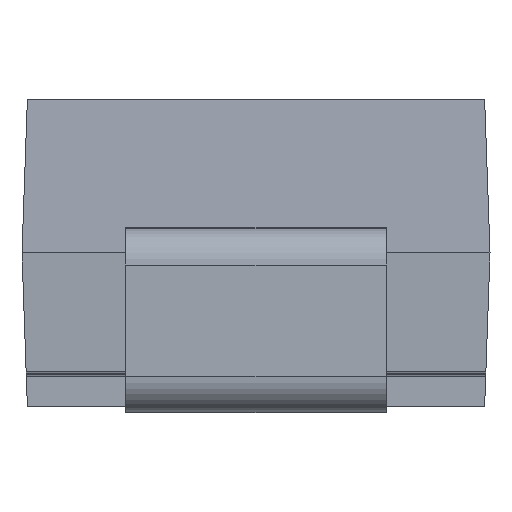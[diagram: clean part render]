
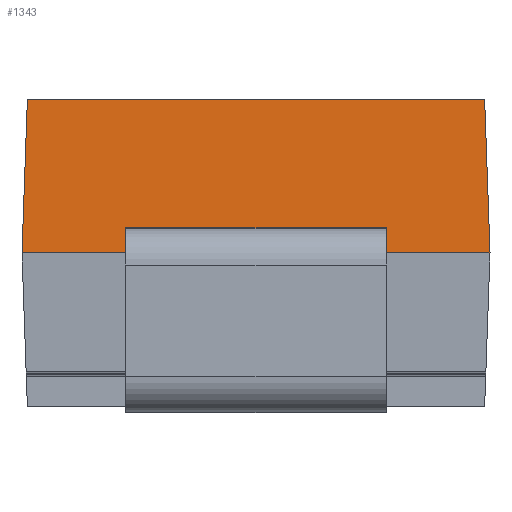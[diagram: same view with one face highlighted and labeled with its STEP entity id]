
A CAD part, left-side view. The second image highlights one B-rep face of the part: STEP entity #1343.
In plain terms, the highlighted planar face has unit normal (-0.999, 0, 0.035).
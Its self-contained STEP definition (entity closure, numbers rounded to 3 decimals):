
#895 = VERTEX_POINT('',#896);
#896 = CARTESIAN_POINT('',(-2.33,-1.955,2.651));
#913 = VERTEX_POINT('',#914);
#914 = CARTESIAN_POINT('',(-2.33,1.904,2.651));
#920 = EDGE_CURVE('',#913,#895,#921,.T.);
#921 = LINE('',#922,#923);
#922 = CARTESIAN_POINT('',(-2.33,1.949,2.651));
#923 = VECTOR('',#924,1.);
#924 = DIRECTION('',(0.,-1.,0.));
#937 = VERTEX_POINT('',#938);
#938 = CARTESIAN_POINT('',(-2.375,1.949,1.355));
#1035 = EDGE_CURVE('',#913,#937,#1036,.T.);
#1036 = LINE('',#1037,#1038);
#1037 = CARTESIAN_POINT('',(-2.375,1.949,1.355));
#1038 = VECTOR('',#1039,1.);
#1039 = DIRECTION('',(-0.035,0.035,
    -0.999));
#1081 = EDGE_CURVE('',#895,#1082,#1084,.T.);
#1082 = VERTEX_POINT('',#1083);
#1083 = CARTESIAN_POINT('',(-2.375,-2.,1.355));
#1084 = LINE('',#1085,#1086);
#1085 = CARTESIAN_POINT('',(-2.375,-2.,1.355));
#1086 = VECTOR('',#1087,1.);
#1087 = DIRECTION('',(-0.035,-0.035,
    -0.999));
#1279 = EDGE_CURVE('',#1280,#1082,#1282,.T.);
#1280 = VERTEX_POINT('',#1281);
#1281 = CARTESIAN_POINT('',(-2.375,-1.125,1.355));
#1282 = LINE('',#1283,#1284);
#1283 = CARTESIAN_POINT('',(-2.375,1.949,1.355));
#1284 = VECTOR('',#1285,1.);
#1285 = DIRECTION('',(0.,-1.,0.));
#1288 = VERTEX_POINT('',#1289);
#1289 = CARTESIAN_POINT('',(-2.375,1.074,1.355));
#1295 = EDGE_CURVE('',#937,#1288,#1296,.T.);
#1296 = LINE('',#1297,#1298);
#1297 = CARTESIAN_POINT('',(-2.375,1.949,1.355));
#1298 = VECTOR('',#1299,1.);
#1299 = DIRECTION('',(0.,-1.,0.));
#1343 = ADVANCED_FACE('',(#1344),#1373,.T.);
#1344 = FACE_BOUND('',#1345,.T.);
#1345 = EDGE_LOOP('',(#1346,#1356,#1362,#1363,#1364,#1365,#1366,#1367));
#1346 = ORIENTED_EDGE('',*,*,#1347,.F.);
#1347 = EDGE_CURVE('',#1348,#1350,#1352,.T.);
#1348 = VERTEX_POINT('',#1349);
#1349 = CARTESIAN_POINT('',(-2.367,-1.125,1.568));
#1350 = VERTEX_POINT('',#1351);
#1351 = CARTESIAN_POINT('',(-2.367,1.074,1.568));
#1352 = LINE('',#1353,#1354);
#1353 = CARTESIAN_POINT('',(-2.367,-1.125,1.568));
#1354 = VECTOR('',#1355,1.);
#1355 = DIRECTION('',(0.,1.,0.));
#1356 = ORIENTED_EDGE('',*,*,#1357,.F.);
#1357 = EDGE_CURVE('',#1280,#1348,#1358,.T.);
#1358 = LINE('',#1359,#1360);
#1359 = CARTESIAN_POINT('',(-2.367,-1.125,1.568));
#1360 = VECTOR('',#1361,1.);
#1361 = DIRECTION('',(0.035,0.,
    0.999));
#1362 = ORIENTED_EDGE('',*,*,#1279,.T.);
#1363 = ORIENTED_EDGE('',*,*,#1081,.F.);
#1364 = ORIENTED_EDGE('',*,*,#920,.F.);
#1365 = ORIENTED_EDGE('',*,*,#1035,.T.);
#1366 = ORIENTED_EDGE('',*,*,#1295,.T.);
#1367 = ORIENTED_EDGE('',*,*,#1368,.T.);
#1368 = EDGE_CURVE('',#1288,#1350,#1369,.T.);
#1369 = LINE('',#1370,#1371);
#1370 = CARTESIAN_POINT('',(-2.367,1.074,1.568));
#1371 = VECTOR('',#1372,1.);
#1372 = DIRECTION('',(0.035,0.,
    0.999));
#1373 = PLANE('',#1374);
#1374 = AXIS2_PLACEMENT_3D('',#1375,#1376,#1377);
#1375 = CARTESIAN_POINT('',(-2.375,1.949,1.355));
#1376 = DIRECTION('',(-0.999,0.,
    0.035));
#1377 = DIRECTION('',(-0.035,0.,
    -0.999));
